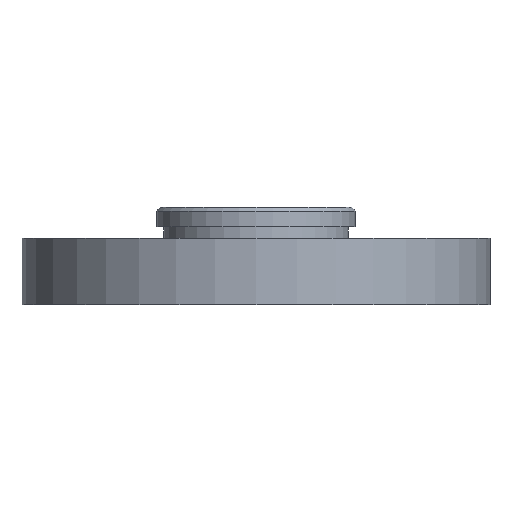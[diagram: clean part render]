
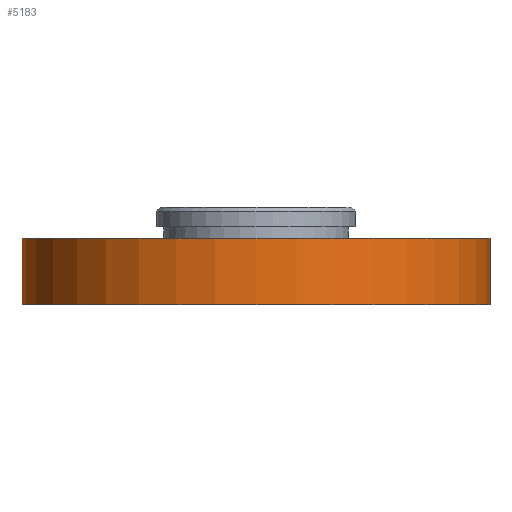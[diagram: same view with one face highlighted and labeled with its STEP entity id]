
A CAD part, front view. The second image highlights one B-rep face of the part: STEP entity #5183.
In plain terms, the highlighted cylindrical face has radius 15.24 mm (diameter 30.48 mm), a partial arc.
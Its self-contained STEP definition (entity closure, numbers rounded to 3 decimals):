
#47 = CARTESIAN_POINT ( 'NONE',  ( 0., 0., 0. ) ) ;
#1091 = VECTOR ( 'NONE', #1378, 1000. ) ;
#1097 = VERTEX_POINT ( 'NONE', #9806 ) ;
#1207 = VERTEX_POINT ( 'NONE', #7607 ) ;
#1304 = EDGE_CURVE ( 'NONE', #1207, #1097, #8144, .T. ) ;
#1378 = DIRECTION ( 'NONE',  ( 0., 0., -1. ) ) ;
#1415 = CARTESIAN_POINT ( 'NONE',  ( -15.24, 0., 0. ) ) ;
#1421 = DIRECTION ( 'NONE',  ( 1., 0., 0. ) ) ;
#1673 = AXIS2_PLACEMENT_3D ( 'NONE', #6556, #6523, #6483 ) ;
#1818 = EDGE_LOOP ( 'NONE', ( #25064, #4480, #19904, #16071 ) ) ;
#3431 = CYLINDRICAL_SURFACE ( 'NONE', #22910, 15.24 ) ;
#3445 = DIRECTION ( 'NONE',  ( 0., 0., -1. ) ) ;
#4480 = ORIENTED_EDGE ( 'NONE', *, *, #9335, .F. ) ;
#5183 = ADVANCED_FACE ( 'NONE', ( #15659 ), #3431, .T. ) ;
#5244 = CIRCLE ( 'NONE', #15723, 15.24 ) ;
#6176 = CARTESIAN_POINT ( 'NONE',  ( 0., 0., 0. ) ) ;
#6483 = DIRECTION ( 'NONE',  ( 1., 0., 0. ) ) ;
#6523 = DIRECTION ( 'NONE',  ( 0., 0., 1. ) ) ;
#6556 = CARTESIAN_POINT ( 'NONE',  ( 0., 0., -4.318 ) ) ;
#7607 = CARTESIAN_POINT ( 'NONE',  ( -15.24, 0., -4.318 ) ) ;
#8144 = CIRCLE ( 'NONE', #1673, 15.24 ) ;
#8880 = EDGE_CURVE ( 'NONE', #10586, #1097, #9860, .T. ) ;
#9335 = EDGE_CURVE ( 'NONE', #25119, #10586, #5244, .T. ) ;
#9806 = CARTESIAN_POINT ( 'NONE',  ( 15.24, 0., -4.318 ) ) ;
#9860 = LINE ( 'NONE', #13756, #19570 ) ;
#10586 = VERTEX_POINT ( 'NONE', #24023 ) ;
#12024 = EDGE_CURVE ( 'NONE', #25119, #1207, #16660, .T. ) ;
#13712 = DIRECTION ( 'NONE',  ( -1., 0., 0. ) ) ;
#13756 = CARTESIAN_POINT ( 'NONE',  ( 15.24, 0., 0. ) ) ;
#14409 = DIRECTION ( 'NONE',  ( 0., 0., -1. ) ) ;
#15659 = FACE_OUTER_BOUND ( 'NONE', #1818, .T. ) ;
#15723 = AXIS2_PLACEMENT_3D ( 'NONE', #47, #23957, #1421 ) ;
#16071 = ORIENTED_EDGE ( 'NONE', *, *, #1304, .T. ) ;
#16660 = LINE ( 'NONE', #1415, #1091 ) ;
#19570 = VECTOR ( 'NONE', #14409, 1000. ) ;
#19904 = ORIENTED_EDGE ( 'NONE', *, *, #12024, .T. ) ;
#22910 = AXIS2_PLACEMENT_3D ( 'NONE', #6176, #3445, #13712 ) ;
#23314 = CARTESIAN_POINT ( 'NONE',  ( -15.24, 0., 0. ) ) ;
#23957 = DIRECTION ( 'NONE',  ( 0., 0., 1. ) ) ;
#24023 = CARTESIAN_POINT ( 'NONE',  ( 15.24, 0., 0. ) ) ;
#25064 = ORIENTED_EDGE ( 'NONE', *, *, #8880, .F. ) ;
#25119 = VERTEX_POINT ( 'NONE', #23314 ) ;
